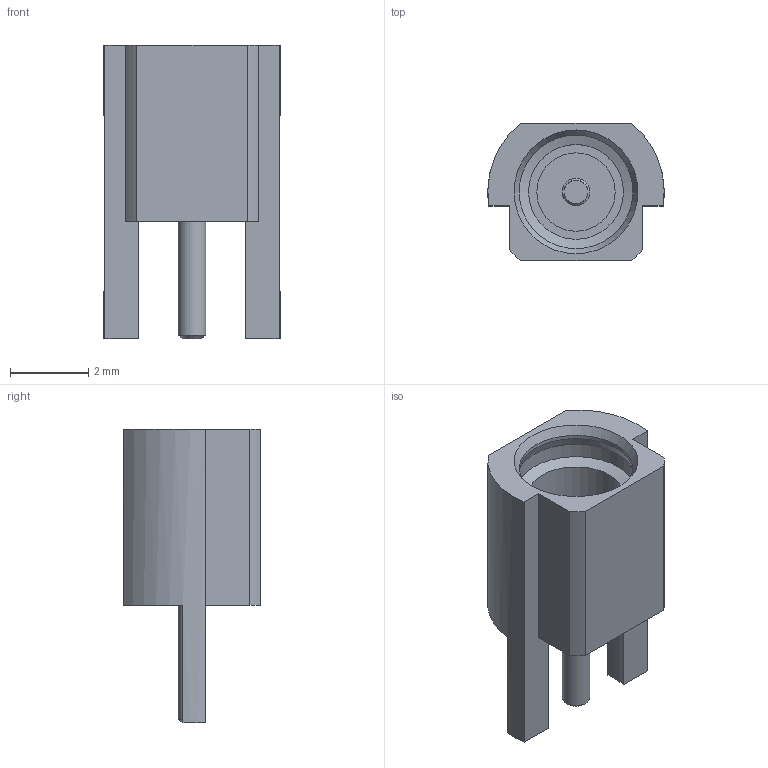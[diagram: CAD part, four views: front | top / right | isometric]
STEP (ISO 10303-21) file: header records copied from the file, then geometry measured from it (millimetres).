
FILE_DESCRIPTION(/* description */ ('Unknown'),/* implementation_level */ '2;1');
FILE_NAME(/* name */ 'Wurth 66012202111305.step',/* time_stamp */ '2024-07-24T03:47:40+01:00',/* author */ (''),/* organization */ (''),/* preprocessor_version */ 'ST-DEVELOPER v20',/* originating_system */ 'Autodesk Translation Framework v13.14.0.145',/* authorisation */ '');
FILE_SCHEMA (('AUTOMOTIVE_DESIGN { 1 0 10303 214 3 1 1 }'));
Length unit declared in the file: millimetre
Products named in the file (1): 66012202111305
Bounding box: 4.5 x 3.5 x 7.5 mm (x, y, z)
Volume: 46.5 mm3; surface area: 147.2 mm2
Topology: 1 solids, 1 shells, 43 faces, 106 edges, 70 vertices
Faces by surface type: plane 21, cylinder 15, cone 7
Full cylindrical faces by diameter (mm): 0.7 x2, 2 x1, 2.25 x1, 2.42 x1, 2.9 x1, 3.02 x1
Entity records: 1390 total; most frequent: DIRECTION 242, CARTESIAN_POINT 232, ORIENTED_EDGE 212, EDGE_CURVE 106, AXIS2_PLACEMENT_3D 96, VERTEX_POINT 70, LINE 50, VECTOR 50
